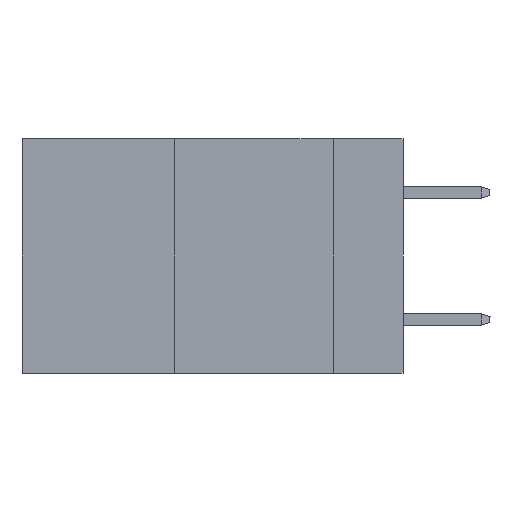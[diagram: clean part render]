
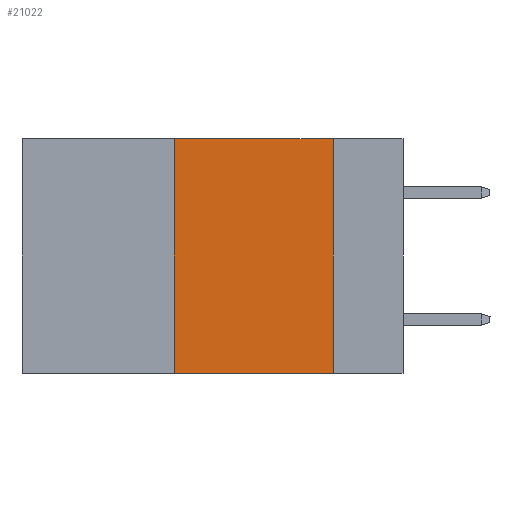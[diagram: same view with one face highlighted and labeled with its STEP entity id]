
A CAD part, left-side view. The second image highlights one B-rep face of the part: STEP entity #21022.
In plain terms, the highlighted planar face has unit normal (-1, 0, 0).
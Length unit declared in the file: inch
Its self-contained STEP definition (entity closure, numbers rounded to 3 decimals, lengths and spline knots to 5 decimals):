
#745 = VERTEX_POINT ( 'NONE', #30891 ) ;
#1294 = DIRECTION ( 'NONE',  ( 0., -1., 0. ) ) ;
#1626 = CARTESIAN_POINT ( 'NONE',  ( 0., 0.36, -0.37 ) ) ;
#3116 = VERTEX_POINT ( 'NONE', #9435 ) ;
#3809 = LINE ( 'NONE', #14072, #27727 ) ;
#4955 = FACE_OUTER_BOUND ( 'NONE', #31379, .T. ) ;
#5913 = EDGE_CURVE ( 'NONE', #9878, #745, #32357, .T. ) ;
#7177 = ORIENTED_EDGE ( 'NONE', *, *, #26221, .T. ) ;
#9435 = CARTESIAN_POINT ( 'NONE',  ( 0., 0.11, -0.37 ) ) ;
#9878 = VERTEX_POINT ( 'NONE', #19548 ) ;
#10238 = CARTESIAN_POINT ( 'NONE',  ( 0., 0.11, 0. ) ) ;
#10571 = DIRECTION ( 'NONE',  ( 0., 0., 1. ) ) ;
#11462 = VERTEX_POINT ( 'NONE', #1626 ) ;
#11678 = DIRECTION ( 'NONE',  ( 0., -1., 0. ) ) ;
#13915 = ORIENTED_EDGE ( 'NONE', *, *, #16519, .F. ) ;
#14072 = CARTESIAN_POINT ( 'NONE',  ( 0., 0.6, -0.37 ) ) ;
#14788 = ORIENTED_EDGE ( 'NONE', *, *, #5913, .F. ) ;
#15042 = VECTOR ( 'NONE', #10571, 39.37008 ) ;
#15227 = PLANE ( 'NONE',  #27546 ) ;
#16519 = EDGE_CURVE ( 'NONE', #11462, #9878, #21335, .T. ) ;
#19548 = CARTESIAN_POINT ( 'NONE',  ( 0., 0.36, 0. ) ) ;
#20466 = DIRECTION ( 'NONE',  ( 1., 0., 0. ) ) ;
#21022 = ADVANCED_FACE ( 'NONE', ( #4955 ), #15227, .F. ) ;
#21335 = LINE ( 'NONE', #31564, #15042 ) ;
#26221 = EDGE_CURVE ( 'NONE', #11462, #3116, #3809, .T. ) ;
#26350 = VECTOR ( 'NONE', #31069, 39.37008 ) ;
#26673 = CARTESIAN_POINT ( 'NONE',  ( 0., 0.6, 0. ) ) ;
#27546 = AXIS2_PLACEMENT_3D ( 'NONE', #33174, #20466, #30649 ) ;
#27727 = VECTOR ( 'NONE', #1294, 39.37008 ) ;
#28358 = EDGE_CURVE ( 'NONE', #745, #3116, #28564, .T. ) ;
#28564 = LINE ( 'NONE', #10238, #26350 ) ;
#28922 = ORIENTED_EDGE ( 'NONE', *, *, #28358, .F. ) ;
#29151 = VECTOR ( 'NONE', #11678, 39.37008 ) ;
#30649 = DIRECTION ( 'NONE',  ( 0., 0., -1. ) ) ;
#30891 = CARTESIAN_POINT ( 'NONE',  ( 0., 0.11, 0. ) ) ;
#31069 = DIRECTION ( 'NONE',  ( 0., 0., -1. ) ) ;
#31379 = EDGE_LOOP ( 'NONE', ( #28922, #14788, #13915, #7177 ) ) ;
#31564 = CARTESIAN_POINT ( 'NONE',  ( 0., 0.36, 0. ) ) ;
#32357 = LINE ( 'NONE', #26673, #29151 ) ;
#33174 = CARTESIAN_POINT ( 'NONE',  ( 0., 0.6, 0. ) ) ;
